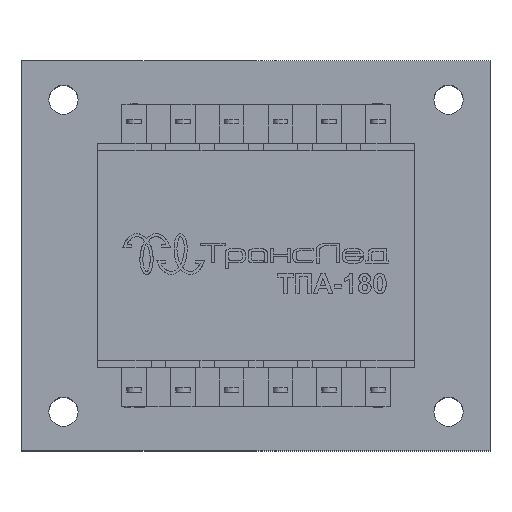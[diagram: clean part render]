
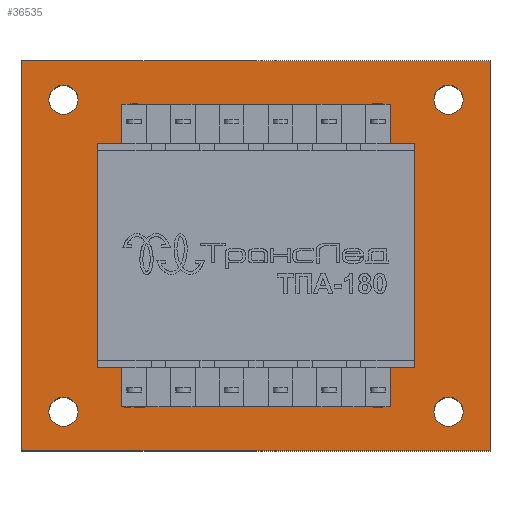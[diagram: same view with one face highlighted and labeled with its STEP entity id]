
A CAD part, top view. The second image highlights one B-rep face of the part: STEP entity #36535.
In plain terms, the highlighted planar face has unit normal (0, 0, 1).
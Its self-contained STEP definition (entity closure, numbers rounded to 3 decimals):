
#1861=FACE_BOUND('',#6010,.T.);
#1862=FACE_BOUND('',#6011,.T.);
#1863=FACE_BOUND('',#6012,.T.);
#1864=FACE_BOUND('',#6013,.T.);
#2383=CIRCLE('',#39059,3.);
#2385=CIRCLE('',#39062,3.);
#2387=CIRCLE('',#39065,3.);
#2389=CIRCLE('',#39068,3.);
#3533=FACE_OUTER_BOUND('',#6009,.T.);
#6009=EDGE_LOOP('',(#27465,#27466,#27467,#27468));
#6010=EDGE_LOOP('',(#27469));
#6011=EDGE_LOOP('',(#27470));
#6012=EDGE_LOOP('',(#27471));
#6013=EDGE_LOOP('',(#27472));
#8675=LINE('',#52066,#12603);
#8678=LINE('',#52072,#12606);
#8681=LINE('',#52078,#12609);
#8684=LINE('',#52082,#12612);
#12603=VECTOR('',#43694,10.);
#12606=VECTOR('',#43699,10.);
#12609=VECTOR('',#43704,10.);
#12612=VECTOR('',#43709,10.);
#16385=VERTEX_POINT('',#52036);
#16387=VERTEX_POINT('',#52042);
#16389=VERTEX_POINT('',#52048);
#16391=VERTEX_POINT('',#52054);
#16395=VERTEX_POINT('',#52063);
#16396=VERTEX_POINT('',#52065);
#16398=VERTEX_POINT('',#52071);
#16400=VERTEX_POINT('',#52077);
#20445=EDGE_CURVE('',#16385,#16385,#2383,.T.);
#20448=EDGE_CURVE('',#16387,#16387,#2385,.T.);
#20451=EDGE_CURVE('',#16389,#16389,#2387,.T.);
#20454=EDGE_CURVE('',#16391,#16391,#2389,.T.);
#20459=EDGE_CURVE('',#16396,#16395,#8675,.T.);
#20462=EDGE_CURVE('',#16398,#16396,#8678,.T.);
#20465=EDGE_CURVE('',#16400,#16398,#8681,.T.);
#20468=EDGE_CURVE('',#16395,#16400,#8684,.T.);
#27465=ORIENTED_EDGE('',*,*,#20468,.T.);
#27466=ORIENTED_EDGE('',*,*,#20465,.T.);
#27467=ORIENTED_EDGE('',*,*,#20462,.T.);
#27468=ORIENTED_EDGE('',*,*,#20459,.T.);
#27469=ORIENTED_EDGE('',*,*,#20454,.T.);
#27470=ORIENTED_EDGE('',*,*,#20451,.T.);
#27471=ORIENTED_EDGE('',*,*,#20448,.T.);
#27472=ORIENTED_EDGE('',*,*,#20445,.T.);
#35013=PLANE('',#39074);
#36535=ADVANCED_FACE('',(#3533,#1861,#1862,#1863,#1864),#35013,.T.);
#39059=AXIS2_PLACEMENT_3D('',#52037,#43664,#43665);
#39062=AXIS2_PLACEMENT_3D('',#52043,#43671,#43672);
#39065=AXIS2_PLACEMENT_3D('',#52049,#43678,#43679);
#39068=AXIS2_PLACEMENT_3D('',#52055,#43685,#43686);
#39074=AXIS2_PLACEMENT_3D('',#52083,#43710,#43711);
#43664=DIRECTION('center_axis',(0.,0.,-1.));
#43665=DIRECTION('ref_axis',(-1.,0.,0.));
#43671=DIRECTION('center_axis',(0.,0.,-1.));
#43672=DIRECTION('ref_axis',(-1.,0.,0.));
#43678=DIRECTION('center_axis',(0.,0.,-1.));
#43679=DIRECTION('ref_axis',(-1.,0.,0.));
#43685=DIRECTION('center_axis',(0.,0.,-1.));
#43686=DIRECTION('ref_axis',(-1.,0.,0.));
#43694=DIRECTION('',(0.,1.,0.));
#43699=DIRECTION('',(1.,0.,0.));
#43704=DIRECTION('',(0.,-1.,0.));
#43709=DIRECTION('',(-1.,0.,0.));
#43710=DIRECTION('center_axis',(0.,0.,1.));
#43711=DIRECTION('ref_axis',(-1.,0.,0.));
#52036=CARTESIAN_POINT('',(42.5,32.,61.5));
#52037=CARTESIAN_POINT('Origin',(39.5,32.,61.5));
#52042=CARTESIAN_POINT('',(-36.5,-32.,61.5));
#52043=CARTESIAN_POINT('Origin',(-39.5,-32.,61.5));
#52048=CARTESIAN_POINT('',(42.5,-32.,61.5));
#52049=CARTESIAN_POINT('Origin',(39.5,-32.,61.5));
#52054=CARTESIAN_POINT('',(-36.5,32.,61.5));
#52055=CARTESIAN_POINT('Origin',(-39.5,32.,61.5));
#52063=CARTESIAN_POINT('',(48.,40.,61.5));
#52065=CARTESIAN_POINT('',(48.,-40.,61.5));
#52066=CARTESIAN_POINT('',(48.,40.,61.5));
#52071=CARTESIAN_POINT('',(-48.,-40.,61.5));
#52072=CARTESIAN_POINT('',(48.,-40.,61.5));
#52077=CARTESIAN_POINT('',(-48.,40.,61.5));
#52078=CARTESIAN_POINT('',(-48.,-40.,61.5));
#52082=CARTESIAN_POINT('',(-48.,40.,61.5));
#52083=CARTESIAN_POINT('Origin',(0.,0.,61.5));
